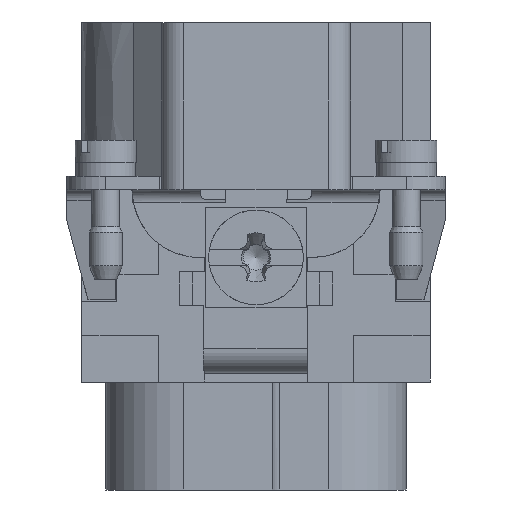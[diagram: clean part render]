
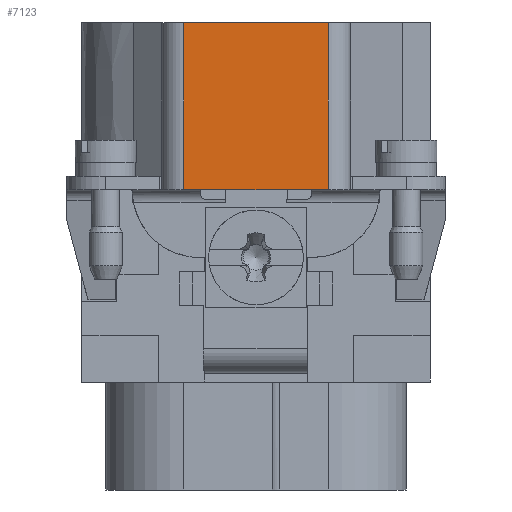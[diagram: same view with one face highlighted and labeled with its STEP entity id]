
A CAD part, left-side view. The second image highlights one B-rep face of the part: STEP entity #7123.
In plain terms, the highlighted planar face has unit normal (-1, 0, 0).
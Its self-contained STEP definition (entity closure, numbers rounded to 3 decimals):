
#6278=FACE_OUTER_BOUND('',#12951,.T.);
#7123=ADVANCED_FACE('',(#6278),#8026,.T.);
#8026=PLANE('',#24913);
#9708=LINE('',#33294,#11393);
#9727=LINE('',#33338,#11412);
#9728=LINE('',#33340,#11413);
#9729=LINE('',#33342,#11414);
#11393=VECTOR('',#27332,1.);
#11412=VECTOR('',#27371,1.);
#11413=VECTOR('',#27374,1.);
#11414=VECTOR('',#27375,1.);
#12951=EDGE_LOOP('',(#15228,#15229,#15230,#15231));
#15228=ORIENTED_EDGE('',*,*,#21655,.T.);
#15229=ORIENTED_EDGE('',*,*,#21656,.T.);
#15230=ORIENTED_EDGE('',*,*,#21657,.T.);
#15231=ORIENTED_EDGE('',*,*,#21631,.F.);
#19685=VERTEX_POINT('',#33293);
#19686=VERTEX_POINT('',#33295);
#19700=VERTEX_POINT('',#33337);
#19701=VERTEX_POINT('',#33341);
#21631=EDGE_CURVE('',#19685,#19686,#9708,.T.);
#21655=EDGE_CURVE('',#19685,#19700,#9727,.T.);
#21656=EDGE_CURVE('',#19700,#19701,#9728,.T.);
#21657=EDGE_CURVE('',#19701,#19686,#9729,.T.);
#24913=AXIS2_PLACEMENT_3D('',#33343,#27376,#27377);
#27332=DIRECTION('',(0.,-1.,0.));
#27371=DIRECTION('',(0.,0.,-1.));
#27374=DIRECTION('',(0.,-1.,0.));
#27375=DIRECTION('',(0.,0.,1.));
#27376=DIRECTION('',(-1.,0.,0.));
#27377=DIRECTION('',(0.,-1.,0.));
#33293=CARTESIAN_POINT('',(-41.,6.5,15.));
#33294=CARTESIAN_POINT('',(-41.,6.5,15.));
#33295=CARTESIAN_POINT('',(-41.,-6.5,15.));
#33337=CARTESIAN_POINT('',(-41.,6.5,0.));
#33338=CARTESIAN_POINT('',(-41.,6.5,15.));
#33340=CARTESIAN_POINT('',(-41.,6.5,0.));
#33341=CARTESIAN_POINT('',(-41.,-6.5,0.));
#33342=CARTESIAN_POINT('',(-41.,-6.5,0.));
#33343=CARTESIAN_POINT('',(-41.,8.6,-0.1));
